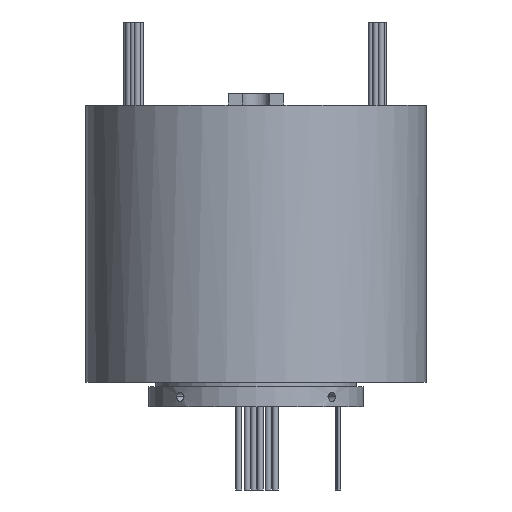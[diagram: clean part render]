
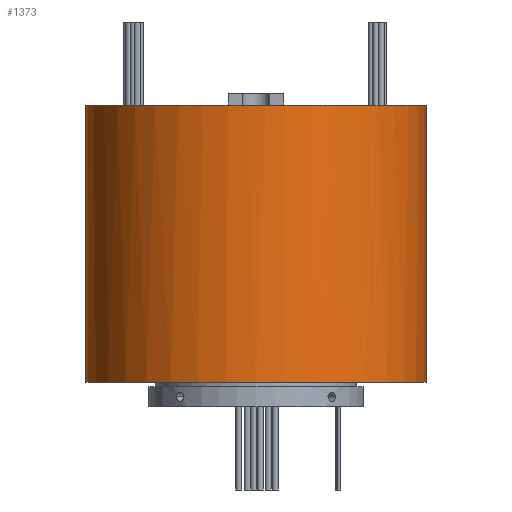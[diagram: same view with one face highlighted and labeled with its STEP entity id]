
A CAD part, front view. The second image highlights one B-rep face of the part: STEP entity #1373.
In plain terms, the highlighted cylindrical face has radius 59.5 mm (diameter 119 mm), a partial arc.
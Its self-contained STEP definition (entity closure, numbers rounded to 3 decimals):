
#88 = VERTEX_POINT ( 'NONE', #359 ) ;
#317 = CARTESIAN_POINT ( 'NONE',  ( -59.5, 0., 8.6 ) ) ;
#359 = CARTESIAN_POINT ( 'NONE',  ( -9.75, -58.696, 105.4 ) ) ;
#535 = CARTESIAN_POINT ( 'NONE',  ( -59.5, 0., 105.4 ) ) ;
#666 = AXIS2_PLACEMENT_3D ( 'NONE', #3222, #7144, #970 ) ;
#776 = CARTESIAN_POINT ( 'NONE',  ( 0., 0., 105.4 ) ) ;
#895 = VECTOR ( 'NONE', #3373, 1000. ) ;
#902 = ORIENTED_EDGE ( 'NONE', *, *, #3229, .F. ) ;
#909 = FACE_OUTER_BOUND ( 'NONE', #3520, .T. ) ;
#970 = DIRECTION ( 'NONE',  ( -1., 0., 0. ) ) ;
#1123 = DIRECTION ( 'NONE',  ( 0., 0., 1. ) ) ;
#1164 = CIRCLE ( 'NONE', #5173, 59.5 ) ;
#1284 = ORIENTED_EDGE ( 'NONE', *, *, #1562, .F. ) ;
#1299 = VERTEX_POINT ( 'NONE', #317 ) ;
#1334 = DIRECTION ( 'NONE',  ( 1., 0., 0. ) ) ;
#1373 = ADVANCED_FACE ( 'NONE', ( #909 ), #3719, .T. ) ;
#1550 = EDGE_CURVE ( 'NONE', #3377, #1299, #6954, .T. ) ;
#1562 = EDGE_CURVE ( 'NONE', #3377, #88, #1164, .T. ) ;
#1567 = VERTEX_POINT ( 'NONE', #6115 ) ;
#1661 = CARTESIAN_POINT ( 'NONE',  ( 59.5, 0., 105.4 ) ) ;
#1666 = DIRECTION ( 'NONE',  ( 0., 0., -1. ) ) ;
#1684 = CARTESIAN_POINT ( 'NONE',  ( 59.5, 0., 105.4 ) ) ;
#1753 = CARTESIAN_POINT ( 'NONE',  ( 0., 0., 8.6 ) ) ;
#1900 = AXIS2_PLACEMENT_3D ( 'NONE', #5896, #2552, #6471 ) ;
#1931 = EDGE_CURVE ( 'NONE', #4162, #3251, #4847, .T. ) ;
#2171 = ORIENTED_EDGE ( 'NONE', *, *, #7104, .F. ) ;
#2324 = DIRECTION ( 'NONE',  ( 1., 0., 0. ) ) ;
#2386 = LINE ( 'NONE', #1684, #895 ) ;
#2478 = VECTOR ( 'NONE', #1666, 1000. ) ;
#2552 = DIRECTION ( 'NONE',  ( 0., 0., 1. ) ) ;
#2663 = AXIS2_PLACEMENT_3D ( 'NONE', #776, #4693, #1334 ) ;
#2837 = CIRCLE ( 'NONE', #2663, 59.5 ) ;
#3222 = CARTESIAN_POINT ( 'NONE',  ( 0., 0., 105.4 ) ) ;
#3229 = EDGE_CURVE ( 'NONE', #3251, #1567, #2386, .T. ) ;
#3251 = VERTEX_POINT ( 'NONE', #1661 ) ;
#3373 = DIRECTION ( 'NONE',  ( 0., 0., -1. ) ) ;
#3377 = VERTEX_POINT ( 'NONE', #5635 ) ;
#3520 = EDGE_LOOP ( 'NONE', ( #902, #6206, #2171, #1284, #5447, #5832 ) ) ;
#3719 = CYLINDRICAL_SURFACE ( 'NONE', #666, 59.5 ) ;
#4162 = VERTEX_POINT ( 'NONE', #5112 ) ;
#4475 = CARTESIAN_POINT ( 'NONE',  ( 0., 0., 105.4 ) ) ;
#4604 = EDGE_CURVE ( 'NONE', #1299, #1567, #6747, .T. ) ;
#4693 = DIRECTION ( 'NONE',  ( 0., 0., 1. ) ) ;
#4847 = CIRCLE ( 'NONE', #1900, 59.5 ) ;
#5050 = DIRECTION ( 'NONE',  ( 1., 0., 0. ) ) ;
#5112 = CARTESIAN_POINT ( 'NONE',  ( 9.75, -58.696, 105.4 ) ) ;
#5173 = AXIS2_PLACEMENT_3D ( 'NONE', #4475, #1123, #5050 ) ;
#5447 = ORIENTED_EDGE ( 'NONE', *, *, #1550, .T. ) ;
#5635 = CARTESIAN_POINT ( 'NONE',  ( -59.5, 0., 105.4 ) ) ;
#5658 = DIRECTION ( 'NONE',  ( 0., 0., 1. ) ) ;
#5832 = ORIENTED_EDGE ( 'NONE', *, *, #4604, .T. ) ;
#5896 = CARTESIAN_POINT ( 'NONE',  ( 0., 0., 105.4 ) ) ;
#6115 = CARTESIAN_POINT ( 'NONE',  ( 59.5, 0., 8.6 ) ) ;
#6206 = ORIENTED_EDGE ( 'NONE', *, *, #1931, .F. ) ;
#6471 = DIRECTION ( 'NONE',  ( 1., 0., 0. ) ) ;
#6655 = AXIS2_PLACEMENT_3D ( 'NONE', #1753, #5658, #2324 ) ;
#6747 = CIRCLE ( 'NONE', #6655, 59.5 ) ;
#6954 = LINE ( 'NONE', #535, #2478 ) ;
#7104 = EDGE_CURVE ( 'NONE', #88, #4162, #2837, .T. ) ;
#7144 = DIRECTION ( 'NONE',  ( 0., 0., -1. ) ) ;
